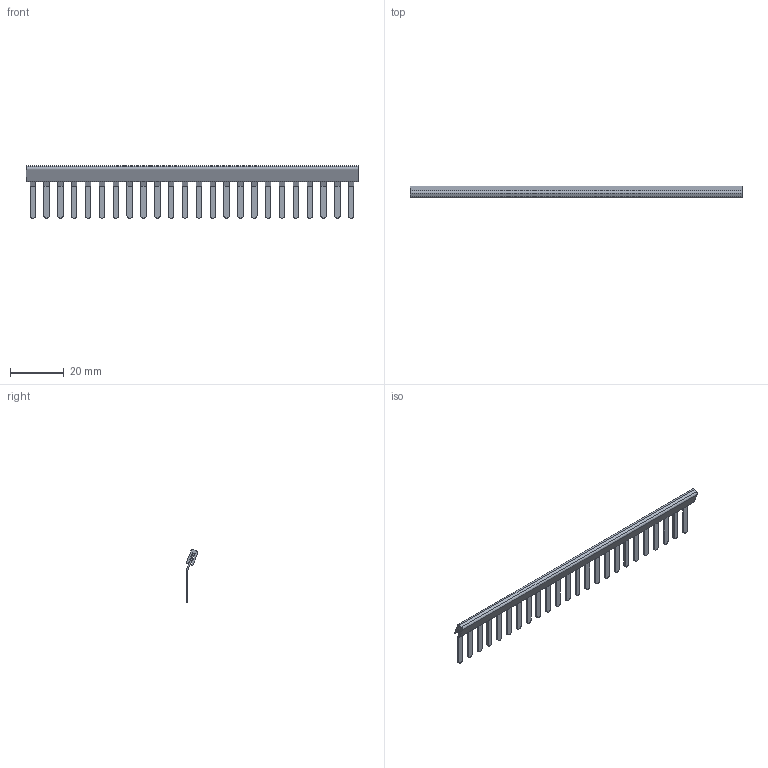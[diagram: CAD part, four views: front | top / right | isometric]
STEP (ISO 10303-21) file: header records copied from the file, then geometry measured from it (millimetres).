
FILE_DESCRIPTION(('CATIA V5 STEP Exchange','CAx-IF Rec.Pracs.--- Model Styling and Organization---1.4--- 2014-01-23'),'2;1');
FILE_NAME ('016524-5_2', '2022-09-27T05:26:56+00:00', ('none'), ('Weidmueller'), 'CATIA Version 5-6 Release 2016 SP3 HF44', 'CATIA V5 STEP AP214', 'none');
FILE_SCHEMA(('AUTOMOTIVE_DESIGN { 1 0 10303 214 1 1 1 1 }'));
Length unit declared in the file: millimetre
Products named in the file (1): 18599_WQB_A_24_AllCATPart
Bounding box: 123.22 x 4.3 x 19.56 mm (x, y, z)
Volume: 1869.9 mm3; surface area: 5876.5 mm2
Topology: 2 solids, 2 shells, 546 faces, 1628 edges, 1086 vertices
Faces by surface type: plane 396, cylinder 150
Entity records: 16263 total; most frequent: ORIENTED_EDGE 3256, CARTESIAN_POINT 2917, DIRECTION 2032, EDGE_CURVE 1628, VECTOR 1328, LINE 1328, VERTEX_POINT 1086, ADVANCED_FACE 546
